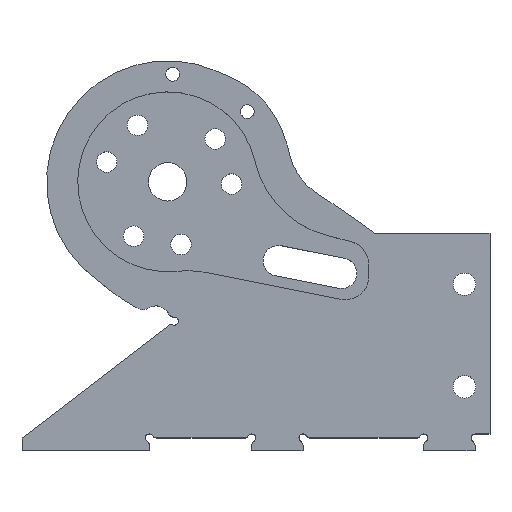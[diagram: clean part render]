
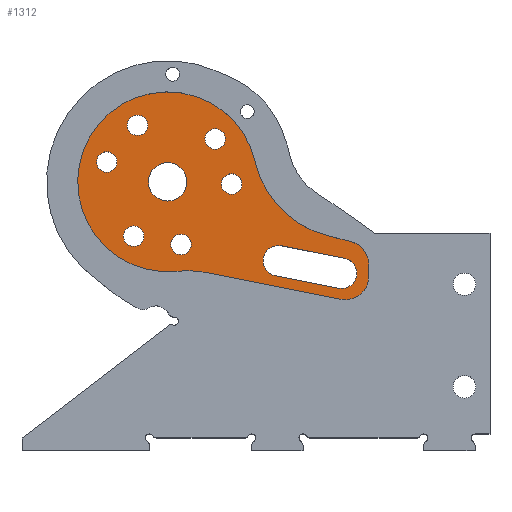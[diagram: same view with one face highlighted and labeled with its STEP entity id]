
A CAD part, top view. The second image highlights one B-rep face of the part: STEP entity #1312.
In plain terms, the highlighted planar face has unit normal (0, 0, 1).
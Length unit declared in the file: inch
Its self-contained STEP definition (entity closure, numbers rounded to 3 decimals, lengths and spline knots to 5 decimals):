
#15=FACE_BOUND('',#141,.T.);
#16=FACE_BOUND('',#142,.T.);
#17=FACE_BOUND('',#143,.T.);
#18=FACE_BOUND('',#144,.T.);
#19=FACE_BOUND('',#145,.T.);
#20=FACE_BOUND('',#146,.T.);
#21=FACE_BOUND('',#147,.T.);
#22=FACE_BOUND('',#148,.T.);
#41=PLANE('',#1405);
#71=FACE_OUTER_BOUND('',#140,.T.);
#140=EDGE_LOOP('',(#890,#891,#892,#893,#894,#895,#896,#897));
#141=EDGE_LOOP('',(#898));
#142=EDGE_LOOP('',(#899));
#143=EDGE_LOOP('',(#900));
#144=EDGE_LOOP('',(#901));
#145=EDGE_LOOP('',(#902));
#146=EDGE_LOOP('',(#903));
#147=EDGE_LOOP('',(#904));
#148=EDGE_LOOP('',(#905,#906,#907,#908));
#235=LINE('',#2005,#345);
#237=LINE('',#2014,#347);
#238=LINE('',#2021,#348);
#239=LINE('',#2036,#349);
#240=LINE('',#2040,#350);
#345=VECTOR('',#1581,0.3937);
#347=VECTOR('',#1591,0.3937);
#348=VECTOR('',#1598,0.3937);
#349=VECTOR('',#1611,0.3937);
#350=VECTOR('',#1614,0.3937);
#448=CIRCLE('',#1390,0.1875);
#454=CIRCLE('',#1399,0.22691);
#456=CIRCLE('',#1403,0.22691);
#458=CIRCLE('',#1406,0.96013);
#459=CIRCLE('',#1407,0.8775);
#460=CIRCLE('',#1408,0.96013);
#461=CIRCLE('',#1409,0.1);
#462=CIRCLE('',#1410,0.1);
#463=CIRCLE('',#1411,0.1);
#464=CIRCLE('',#1412,0.1);
#465=CIRCLE('',#1413,0.1);
#466=CIRCLE('',#1414,0.1);
#467=CIRCLE('',#1415,0.14921);
#468=CIRCLE('',#1416,0.14921);
#536=VERTEX_POINT('',#1974);
#542=VERTEX_POINT('',#1992);
#543=VERTEX_POINT('',#1993);
#547=VERTEX_POINT('',#2003);
#548=VERTEX_POINT('',#2007);
#550=VERTEX_POINT('',#2013);
#551=VERTEX_POINT('',#2015);
#552=VERTEX_POINT('',#2017);
#553=VERTEX_POINT('',#2019);
#554=VERTEX_POINT('',#2022);
#555=VERTEX_POINT('',#2024);
#556=VERTEX_POINT('',#2026);
#557=VERTEX_POINT('',#2028);
#558=VERTEX_POINT('',#2030);
#559=VERTEX_POINT('',#2032);
#560=VERTEX_POINT('',#2034);
#561=VERTEX_POINT('',#2035);
#562=VERTEX_POINT('',#2037);
#563=VERTEX_POINT('',#2039);
#668=EDGE_CURVE('',#536,#536,#448,.T.);
#677=EDGE_CURVE('',#542,#543,#454,.T.);
#683=EDGE_CURVE('',#547,#542,#235,.T.);
#684=EDGE_CURVE('',#548,#547,#456,.T.);
#687=EDGE_CURVE('',#548,#550,#237,.T.);
#688=EDGE_CURVE('',#550,#551,#458,.F.);
#689=EDGE_CURVE('',#551,#552,#459,.T.);
#690=EDGE_CURVE('',#552,#553,#460,.F.);
#691=EDGE_CURVE('',#553,#543,#238,.T.);
#692=EDGE_CURVE('',#554,#554,#461,.T.);
#693=EDGE_CURVE('',#555,#555,#462,.T.);
#694=EDGE_CURVE('',#556,#556,#463,.T.);
#695=EDGE_CURVE('',#557,#557,#464,.T.);
#696=EDGE_CURVE('',#558,#558,#465,.T.);
#697=EDGE_CURVE('',#559,#559,#466,.T.);
#698=EDGE_CURVE('',#560,#561,#239,.T.);
#699=EDGE_CURVE('',#562,#560,#467,.T.);
#700=EDGE_CURVE('',#563,#562,#240,.T.);
#701=EDGE_CURVE('',#561,#563,#468,.T.);
#890=ORIENTED_EDGE('',*,*,#677,.F.);
#891=ORIENTED_EDGE('',*,*,#683,.F.);
#892=ORIENTED_EDGE('',*,*,#684,.F.);
#893=ORIENTED_EDGE('',*,*,#687,.T.);
#894=ORIENTED_EDGE('',*,*,#688,.T.);
#895=ORIENTED_EDGE('',*,*,#689,.T.);
#896=ORIENTED_EDGE('',*,*,#690,.T.);
#897=ORIENTED_EDGE('',*,*,#691,.T.);
#898=ORIENTED_EDGE('',*,*,#668,.F.);
#899=ORIENTED_EDGE('',*,*,#692,.T.);
#900=ORIENTED_EDGE('',*,*,#693,.T.);
#901=ORIENTED_EDGE('',*,*,#694,.T.);
#902=ORIENTED_EDGE('',*,*,#695,.T.);
#903=ORIENTED_EDGE('',*,*,#696,.T.);
#904=ORIENTED_EDGE('',*,*,#697,.T.);
#905=ORIENTED_EDGE('',*,*,#698,.F.);
#906=ORIENTED_EDGE('',*,*,#699,.F.);
#907=ORIENTED_EDGE('',*,*,#700,.F.);
#908=ORIENTED_EDGE('',*,*,#701,.F.);
#1312=ADVANCED_FACE('',(#71,#15,#16,#17,#18,#19,#20,#21,#22),#41,.F.);
#1390=AXIS2_PLACEMENT_3D('',#1975,#1550,#1551);
#1399=AXIS2_PLACEMENT_3D('',#1994,#1571,#1572);
#1403=AXIS2_PLACEMENT_3D('',#2008,#1584,#1585);
#1405=AXIS2_PLACEMENT_3D('',#2012,#1589,#1590);
#1406=AXIS2_PLACEMENT_3D('',#2016,#1592,#1593);
#1407=AXIS2_PLACEMENT_3D('',#2018,#1594,#1595);
#1408=AXIS2_PLACEMENT_3D('',#2020,#1596,#1597);
#1409=AXIS2_PLACEMENT_3D('',#2023,#1599,#1600);
#1410=AXIS2_PLACEMENT_3D('',#2025,#1601,#1602);
#1411=AXIS2_PLACEMENT_3D('',#2027,#1603,#1604);
#1412=AXIS2_PLACEMENT_3D('',#2029,#1605,#1606);
#1413=AXIS2_PLACEMENT_3D('',#2031,#1607,#1608);
#1414=AXIS2_PLACEMENT_3D('',#2033,#1609,#1610);
#1415=AXIS2_PLACEMENT_3D('',#2038,#1612,#1613);
#1416=AXIS2_PLACEMENT_3D('',#2041,#1615,#1616);
#1550=DIRECTION('center_axis',(0.,0.,
1.));
#1551=DIRECTION('ref_axis',(-1.,0.,0.));
#1571=DIRECTION('center_axis',(0.,0.,
-1.));
#1572=DIRECTION('ref_axis',(0.635,-0.773,0.));
#1581=DIRECTION('',(0.,-1.,0.));
#1584=DIRECTION('center_axis',(0.,0.,
-1.));
#1585=DIRECTION('ref_axis',(0.791,0.612,0.));
#1589=DIRECTION('center_axis',(0.,0.,
-1.));
#1590=DIRECTION('ref_axis',(-1.,0.,0.));
#1591=DIRECTION('',(-0.968,0.251,0.));
#1592=DIRECTION('center_axis',(0.,0.,
1.));
#1593=DIRECTION('ref_axis',(-0.718,-0.696,0.));
#1594=DIRECTION('center_axis',(0.,0.,
1.));
#1595=DIRECTION('ref_axis',(-1.,0.,0.));
#1596=DIRECTION('center_axis',(0.,0.,
1.));
#1597=DIRECTION('ref_axis',(0.046,0.999,0.));
#1598=DIRECTION('',(0.981,-0.194,0.));
#1599=DIRECTION('center_axis',(0.,0.,
-1.));
#1600=DIRECTION('ref_axis',(0.5,0.866,0.));
#1601=DIRECTION('center_axis',(0.,0.,
-1.));
#1602=DIRECTION('ref_axis',(-1.,0.,0.));
#1603=DIRECTION('center_axis',(0.,0.,
-1.));
#1604=DIRECTION('ref_axis',(0.5,-0.866,0.));
#1605=DIRECTION('center_axis',(0.,0.,
-1.));
#1606=DIRECTION('ref_axis',(-1.,0.,0.));
#1607=DIRECTION('center_axis',(0.,0.,
-1.));
#1608=DIRECTION('ref_axis',(-1.,0.,0.));
#1609=DIRECTION('center_axis',(0.,0.,
-1.));
#1610=DIRECTION('ref_axis',(-1.,0.,0.));
#1611=DIRECTION('',(0.981,-0.194,0.));
#1612=DIRECTION('center_axis',(0.,0.,
1.));
#1613=DIRECTION('ref_axis',(-0.194,-0.981,0.));
#1614=DIRECTION('',(-0.981,0.194,0.));
#1615=DIRECTION('center_axis',(0.,0.,
1.));
#1616=DIRECTION('ref_axis',(0.194,0.981,0.));
#1974=CARTESIAN_POINT('',(-3.0625,1.,-2.12382));
#1975=CARTESIAN_POINT('Origin',(-3.25,1.,-2.12382));
#1992=CARTESIAN_POINT('',(-1.28758,0.07655,-2.12382));
#1993=CARTESIAN_POINT('',(-1.55854,-0.14604,-2.12382));
#1994=CARTESIAN_POINT('Origin',(-1.51449,0.07655,-2.12382));
#2003=CARTESIAN_POINT('',(-1.28758,0.19576,-2.12382));
#2005=CARTESIAN_POINT('',(-1.28758,0.40017,-2.12382));
#2007=CARTESIAN_POINT('',(-1.45755,0.41541,-2.12382));
#2008=CARTESIAN_POINT('Origin',(-1.51449,0.19576,-2.12382));
#2012=CARTESIAN_POINT('Origin',(-3.25,1.,-2.12382));
#2013=CARTESIAN_POINT('',(-1.69904,0.47802,-2.12382));
#2014=CARTESIAN_POINT('',(-2.43717,0.66936,-2.12382));
#2015=CARTESIAN_POINT('',(-2.39434,1.19455,-2.12382));
#2016=CARTESIAN_POINT('Origin',(-1.4581,1.40742,-2.12382));
#2017=CARTESIAN_POINT('',(-3.15907,0.12722,-2.12382));
#2018=CARTESIAN_POINT('Origin',(-3.25,1.,-2.12382));
#2019=CARTESIAN_POINT('',(-2.87317,0.11413,-2.12382));
#2020=CARTESIAN_POINT('Origin',(-3.05957,-0.82774,-2.12382));
#2021=CARTESIAN_POINT('',(-3.04193,0.14752,-2.12382));
#2022=CARTESIAN_POINT('',(-2.67538,0.89159,-2.12382));
#2023=CARTESIAN_POINT('Origin',(-2.62538,0.97819,-2.12382));
#2024=CARTESIAN_POINT('',(-3.44342,1.55184,-2.12382));
#2025=CARTESIAN_POINT('Origin',(-3.54342,1.55184,-2.12382));
#2026=CARTESIAN_POINT('',(-3.6312,0.55657,-2.12382));
#2027=CARTESIAN_POINT('Origin',(-3.5812,0.46997,-2.12382));
#2028=CARTESIAN_POINT('',(-3.74441,1.19314,-2.12382));
#2029=CARTESIAN_POINT('Origin',(-3.84441,1.19314,-2.12382));
#2030=CARTESIAN_POINT('',(-3.02006,0.38866,-2.12382));
#2031=CARTESIAN_POINT('Origin',(-3.12006,0.38866,-2.12382));
#2032=CARTESIAN_POINT('',(-2.68553,1.41821,-2.12382));
#2033=CARTESIAN_POINT('Origin',(-2.78553,1.41821,-2.12382));
#2034=CARTESIAN_POINT('',(-2.19747,0.08315,-2.12382));
#2035=CARTESIAN_POINT('',(-1.58192,-0.03867,-2.12382));
#2036=CARTESIAN_POINT('',(-2.79121,0.20065,-2.12382));
#2037=CARTESIAN_POINT('',(-2.13953,0.37589,-2.12382));
#2038=CARTESIAN_POINT('Origin',(-2.1685,0.22952,-2.12382));
#2039=CARTESIAN_POINT('',(-1.52398,0.25407,-2.12382));
#2040=CARTESIAN_POINT('',(-2.42549,0.43249,-2.12382));
#2041=CARTESIAN_POINT('Origin',(-1.55295,0.1077,-2.12382));
